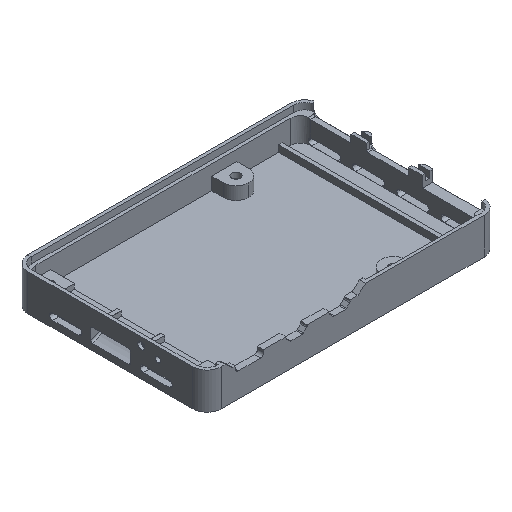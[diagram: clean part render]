
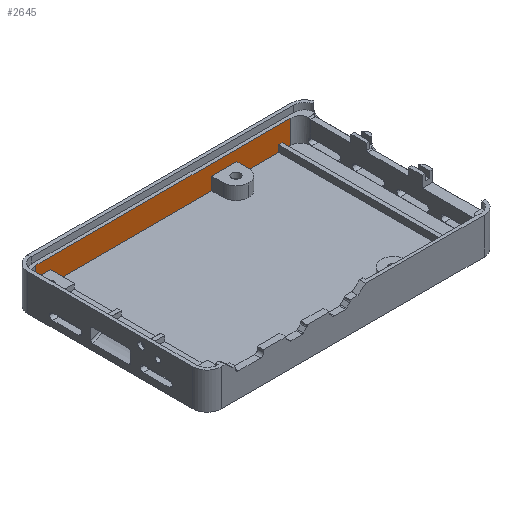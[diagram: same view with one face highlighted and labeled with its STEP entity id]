
A CAD part, isometric view. The second image highlights one B-rep face of the part: STEP entity #2645.
In plain terms, the highlighted planar face has unit normal (0, -1, 0).
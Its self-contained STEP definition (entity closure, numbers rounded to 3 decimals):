
#1126=CARTESIAN_POINT('',(-35.097,27.007,-0.044));
#1127=VERTEX_POINT('',#1126);
#1134=CARTESIAN_POINT('',(-39.534,27.007,-0.044));
#1135=VERTEX_POINT('',#1134);
#1136=CARTESIAN_POINT('',(-39.534,27.007,-0.044));
#1137=DIRECTION('',(1.,0.,-0.));
#1138=VECTOR('',#1137,4.437);
#1139=LINE('',#1136,#1138);
#1140=EDGE_CURVE('',#1135,#1127,#1139,.T.);
#1414=CARTESIAN_POINT('',(15.097,27.007,-3.984));
#1415=VERTEX_POINT('',#1414);
#1416=CARTESIAN_POINT('',(-35.097,27.007,-3.984));
#1417=VERTEX_POINT('',#1416);
#1418=CARTESIAN_POINT('',(15.097,27.007,-3.984));
#1419=DIRECTION('',(-1.,0.,0.));
#1420=VECTOR('',#1419,50.195);
#1421=LINE('',#1418,#1420);
#1422=EDGE_CURVE('',#1415,#1417,#1421,.T.);
#1539=CARTESIAN_POINT('',(35.81,27.007,-3.984));
#1540=VERTEX_POINT('',#1539);
#1547=CARTESIAN_POINT('',(22.902,27.007,-3.984));
#1548=VERTEX_POINT('',#1547);
#1549=CARTESIAN_POINT('',(35.81,27.007,-3.984));
#1550=DIRECTION('',(-1.,0.,0.));
#1551=VECTOR('',#1550,12.907);
#1552=LINE('',#1549,#1551);
#1553=EDGE_CURVE('',#1540,#1548,#1552,.T.);
#2269=CARTESIAN_POINT('',(38.903,27.007,-3.943));
#2270=VERTEX_POINT('',#2269);
#2271=CARTESIAN_POINT('',(38.903,27.007,-3.984));
#2272=VERTEX_POINT('',#2271);
#2273=CARTESIAN_POINT('',(38.903,27.007,-3.943));
#2274=DIRECTION('',(0.,0.,-1.));
#2275=VECTOR('',#2274,0.042);
#2276=LINE('',#2273,#2275);
#2277=EDGE_CURVE('',#2270,#2272,#2276,.T.);
#2318=CARTESIAN_POINT('',(35.81,27.007,-1.956));
#2319=VERTEX_POINT('',#2318);
#2326=CARTESIAN_POINT('',(35.81,27.007,-1.956));
#2327=DIRECTION('',(0.,0.,-1.));
#2328=VECTOR('',#2327,2.029);
#2329=LINE('',#2326,#2328);
#2330=EDGE_CURVE('',#2319,#1540,#2329,.T.);
#2348=CARTESIAN_POINT('',(36.916,27.007,-1.956));
#2349=VERTEX_POINT('',#2348);
#2356=CARTESIAN_POINT('',(36.916,27.007,-1.956));
#2357=DIRECTION('',(-1.,0.,0.));
#2358=VECTOR('',#2357,1.106);
#2359=LINE('',#2356,#2358);
#2360=EDGE_CURVE('',#2349,#2319,#2359,.T.);
#2371=CARTESIAN_POINT('',(39.567,27.007,-3.984));
#2372=VERTEX_POINT('',#2371);
#2373=CARTESIAN_POINT('',(39.567,27.007,-3.984));
#2374=DIRECTION('',(-1.,0.,0.));
#2375=VECTOR('',#2374,0.663);
#2376=LINE('',#2373,#2375);
#2377=EDGE_CURVE('',#2372,#2272,#2376,.T.);
#2559=CARTESIAN_POINT('',(0.748,27.007,-0.339));
#2560=DIRECTION('',(0.,1.,0.));
#2561=DIRECTION('',(0.,0.,-1.));
#2562=AXIS2_PLACEMENT_3D('',#2559,#2560,#2561);
#2563=PLANE('',#2562);
#2564=ORIENTED_EDGE('',*,*,#1140,.T.);
#2565=CARTESIAN_POINT('',(-35.097,27.007,-3.984));
#2566=DIRECTION('',(-0.,-0.,1.));
#2567=VECTOR('',#2566,3.941);
#2568=LINE('',#2565,#2567);
#2569=EDGE_CURVE('',#1417,#1127,#2568,.T.);
#2570=ORIENTED_EDGE('',*,*,#2569,.F.);
#2571=ORIENTED_EDGE('',*,*,#1422,.F.);
#2572=CARTESIAN_POINT('',(15.097,27.007,-0.044));
#2573=VERTEX_POINT('',#2572);
#2574=CARTESIAN_POINT('',(15.097,27.007,-0.044));
#2575=DIRECTION('',(0.,0.,-1.));
#2576=VECTOR('',#2575,3.941);
#2577=LINE('',#2574,#2576);
#2578=EDGE_CURVE('',#2573,#1415,#2577,.T.);
#2579=ORIENTED_EDGE('',*,*,#2578,.F.);
#2580=CARTESIAN_POINT('',(22.902,27.007,-0.044));
#2581=VERTEX_POINT('',#2580);
#2582=CARTESIAN_POINT('',(15.097,27.007,-0.044));
#2583=DIRECTION('',(1.,0.,-0.));
#2584=VECTOR('',#2583,7.805);
#2585=LINE('',#2582,#2584);
#2586=EDGE_CURVE('',#2573,#2581,#2585,.T.);
#2587=ORIENTED_EDGE('',*,*,#2586,.T.);
#2588=CARTESIAN_POINT('',(22.902,27.007,-3.984));
#2589=DIRECTION('',(0.,0.,1.));
#2590=VECTOR('',#2589,3.941);
#2591=LINE('',#2588,#2590);
#2592=EDGE_CURVE('',#1548,#2581,#2591,.T.);
#2593=ORIENTED_EDGE('',*,*,#2592,.F.);
#2594=ORIENTED_EDGE('',*,*,#1553,.F.);
#2595=ORIENTED_EDGE('',*,*,#2330,.F.);
#2596=ORIENTED_EDGE('',*,*,#2360,.F.);
#2597=CARTESIAN_POINT('',(36.916,27.007,-1.956));
#2598=DIRECTION('',(0.707,0.,-0.707));
#2599=VECTOR('',#2598,2.81);
#2600=LINE('',#2597,#2599);
#2601=EDGE_CURVE('',#2349,#2270,#2600,.T.);
#2602=ORIENTED_EDGE('',*,*,#2601,.T.);
#2603=ORIENTED_EDGE('',*,*,#2277,.T.);
#2604=ORIENTED_EDGE('',*,*,#2377,.F.);
#2605=CARTESIAN_POINT('',(39.567,27.007,3.356));
#2606=VERTEX_POINT('',#2605);
#2607=CARTESIAN_POINT('',(39.567,27.007,-3.984));
#2608=DIRECTION('',(-0.,-0.,1.));
#2609=VECTOR('',#2608,7.341);
#2610=LINE('',#2607,#2609);
#2611=EDGE_CURVE('',#2372,#2606,#2610,.T.);
#2612=ORIENTED_EDGE('',*,*,#2611,.T.);
#2613=CARTESIAN_POINT('',(2.381,27.007,3.356));
#2614=VERTEX_POINT('',#2613);
#2615=CARTESIAN_POINT('',(39.567,27.007,3.356));
#2616=DIRECTION('',(-1.,0.,0.));
#2617=VECTOR('',#2616,37.185);
#2618=LINE('',#2615,#2617);
#2619=EDGE_CURVE('',#2606,#2614,#2618,.T.);
#2620=ORIENTED_EDGE('',*,*,#2619,.T.);
#2621=CARTESIAN_POINT('',(-37.602,27.007,3.356));
#2622=VERTEX_POINT('',#2621);
#2623=CARTESIAN_POINT('',(2.381,27.007,3.356));
#2624=DIRECTION('',(-1.,0.,0.));
#2625=VECTOR('',#2624,39.983);
#2626=LINE('',#2623,#2625);
#2627=EDGE_CURVE('',#2614,#2622,#2626,.T.);
#2628=ORIENTED_EDGE('',*,*,#2627,.T.);
#2629=CARTESIAN_POINT('',(-39.534,27.007,3.356));
#2630=VERTEX_POINT('',#2629);
#2631=CARTESIAN_POINT('',(-37.602,27.007,3.356));
#2632=DIRECTION('',(-1.,0.,0.));
#2633=VECTOR('',#2632,1.932);
#2634=LINE('',#2631,#2633);
#2635=EDGE_CURVE('',#2622,#2630,#2634,.T.);
#2636=ORIENTED_EDGE('',*,*,#2635,.T.);
#2637=CARTESIAN_POINT('',(-39.534,27.007,3.356));
#2638=DIRECTION('',(0.,0.,-1.));
#2639=VECTOR('',#2638,3.4);
#2640=LINE('',#2637,#2639);
#2641=EDGE_CURVE('',#2630,#1135,#2640,.T.);
#2642=ORIENTED_EDGE('',*,*,#2641,.T.);
#2643=EDGE_LOOP('',(#2564,#2570,#2571,#2579,#2587,#2593,#2594,#2595,#2596,#2602,#2603,#2604,#2612,#2620,#2628,#2636,#2642));
#2644=FACE_BOUND('',#2643,.T.);
#2645=ADVANCED_FACE('',(#2644),#2563,.F.);
